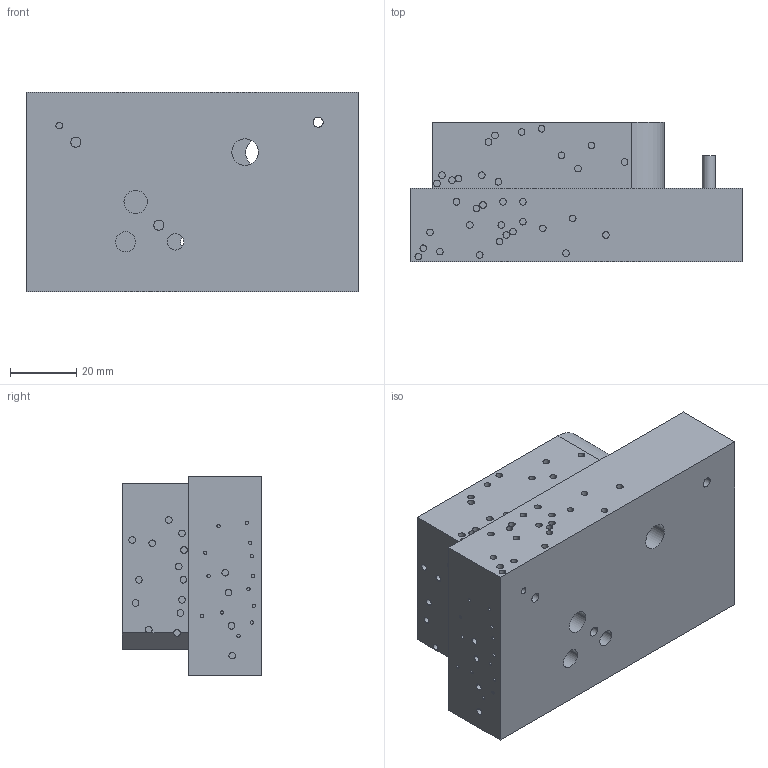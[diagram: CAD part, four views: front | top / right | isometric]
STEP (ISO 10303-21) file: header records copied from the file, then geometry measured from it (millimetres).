
FILE_DESCRIPTION(('Open CASCADE Model'),'2;1');
FILE_NAME('Open CASCADE Shape Model','2018-08-24T10:51:44',('Author'),( 'Open CASCADE'),'Open CASCADE STEP processor 6.9','Open CASCADE 6.9' ,'Unknown');
FILE_SCHEMA(('AUTOMOTIVE_DESIGN { 1 0 10303 214 1 1 1 1 }'));
Length unit declared in the file: millimetre
Products named in the file (3): Open CASCADE STEP translator 6.9 1; Open CASCADE STEP translator 6.9 1.1; Open CASCADE STEP translator 6.9 1.2
Assembly tree (2 placements, depth 2):
  Open CASCADE STEP translator 6.9 1
    Open CASCADE STEP translator 6.9 1.1
    Open CASCADE STEP translator 6.9 1.2
Bounding box: 100 x 42 x 60 mm (x, y, z)
Volume: 193846.1 mm3; surface area: 36978.1 mm2
Topology: 2 solids, 2 shells, 292 faces, 615 edges, 408 vertices
Faces by surface type: cylinder 192, plane 96, cone 2, torus 2
Entity records: 16480 total; most frequent: CARTESIAN_POINT 3197, DIRECTION 2729, ORIENTED_EDGE 1230, PCURVE 1230, DEFINITIONAL_REPRESENTATION 1230, LINE 1063, VECTOR 1063, CIRCLE 686
